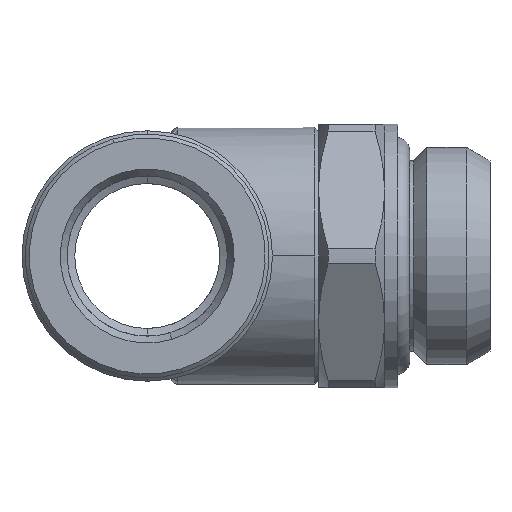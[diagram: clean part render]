
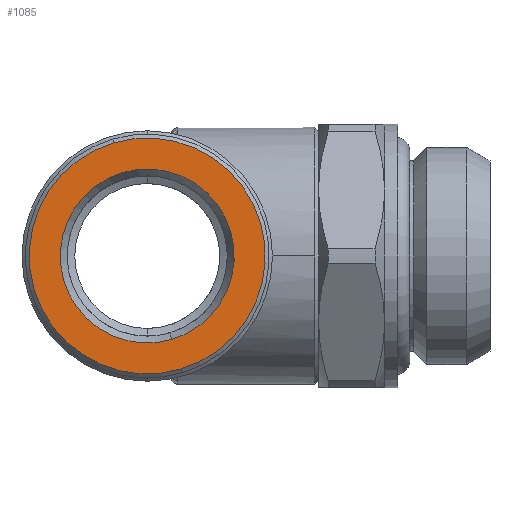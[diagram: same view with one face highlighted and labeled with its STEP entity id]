
A CAD part, left-side view. The second image highlights one B-rep face of the part: STEP entity #1085.
In plain terms, the highlighted planar face has unit normal (-1, 0, 0).
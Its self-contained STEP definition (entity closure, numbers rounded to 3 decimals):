
#255 = EDGE_CURVE ( 'NONE', #379, #340, #3847, .T. ) ;
#293 = VERTEX_POINT ( 'NONE', #3882 ) ;
#340 = VERTEX_POINT ( 'NONE', #3930 ) ;
#357 = EDGE_CURVE ( 'NONE', #358, #293, #3801, .T. ) ;
#358 = VERTEX_POINT ( 'NONE', #1836 ) ;
#379 = VERTEX_POINT ( 'NONE', #1765 ) ;
#754 = ORIENTED_EDGE ( 'NONE', *, *, #1097, .T. ) ;
#755 = EDGE_LOOP ( 'NONE', ( #756, #757 ) ) ;
#756 = ORIENTED_EDGE ( 'NONE', *, *, #357, .F. ) ;
#757 = ORIENTED_EDGE ( 'NONE', *, *, #758, .F. ) ;
#758 = EDGE_CURVE ( 'NONE', #293, #358, #2733, .T. ) ;
#1085 = ADVANCED_FACE ( 'NONE', ( #3223, #3218 ), #3217, .T. ) ;
#1086 = EDGE_LOOP ( 'NONE', ( #1087, #754 ) ) ;
#1087 = ORIENTED_EDGE ( 'NONE', *, *, #255, .T. ) ;
#1097 = EDGE_CURVE ( 'NONE', #340, #379, #3284, .T. ) ;
#1765 = CARTESIAN_POINT ( 'NONE',  ( -28.4, -1.871, -6.329 ) ) ;
#1834 = DIRECTION ( 'NONE',  ( 0., 0.284, 0.959 ) ) ;
#1835 = DIRECTION ( 'NONE',  ( 1., 0., 0. ) ) ;
#1836 = CARTESIAN_POINT ( 'NONE',  ( -28.4, 2.537, 8.583 ) ) ;
#2649 = DIRECTION ( 'NONE',  ( 0., 0.284, 0.959 ) ) ;
#2650 = DIRECTION ( 'NONE',  ( 1., 0., 0. ) ) ;
#2651 = CARTESIAN_POINT ( 'NONE',  ( -28.4, 0., 0. ) ) ;
#2652 = AXIS2_PLACEMENT_3D ( 'NONE', #2651, #2650, #2649 ) ;
#2733 = CIRCLE ( 'NONE', #2652, 8.95 ) ;
#3217 = PLANE ( 'NONE',  #3250 ) ;
#3218 = FACE_OUTER_BOUND ( 'NONE', #755, .T. ) ;
#3223 = FACE_BOUND ( 'NONE', #1086, .T. ) ;
#3247 = DIRECTION ( 'NONE',  ( 0., -0.284, -0.959 ) ) ;
#3248 = DIRECTION ( 'NONE',  ( -1., 0., 0. ) ) ;
#3249 = CARTESIAN_POINT ( 'NONE',  ( -28.4, -8.583, 2.537 ) ) ;
#3250 = AXIS2_PLACEMENT_3D ( 'NONE', #3249, #3248, #3247 ) ;
#3280 = DIRECTION ( 'NONE',  ( 0., 0.284, 0.959 ) ) ;
#3281 = DIRECTION ( 'NONE',  ( 1., 0., 0. ) ) ;
#3282 = CARTESIAN_POINT ( 'NONE',  ( -28.4, 0., 0. ) ) ;
#3283 = AXIS2_PLACEMENT_3D ( 'NONE', #3282, #3281, #3280 ) ;
#3284 = CIRCLE ( 'NONE', #3283, 6.6 ) ;
#3796 = CARTESIAN_POINT ( 'NONE',  ( -28.4, 0., 0. ) ) ;
#3797 = AXIS2_PLACEMENT_3D ( 'NONE', #3796, #1835, #1834 ) ;
#3801 = CIRCLE ( 'NONE', #3797, 8.95 ) ;
#3839 = DIRECTION ( 'NONE',  ( 0., 0.284, 0.959 ) ) ;
#3840 = AXIS2_PLACEMENT_3D ( 'NONE', #3943, #3973, #3839 ) ;
#3847 = CIRCLE ( 'NONE', #3840, 6.6 ) ;
#3882 = CARTESIAN_POINT ( 'NONE',  ( -28.4, -2.537, -8.583 ) ) ;
#3930 = CARTESIAN_POINT ( 'NONE',  ( -28.4, 1.871, 6.329 ) ) ;
#3943 = CARTESIAN_POINT ( 'NONE',  ( -28.4, 0., 0. ) ) ;
#3973 = DIRECTION ( 'NONE',  ( 1., 0., 0. ) ) ;
